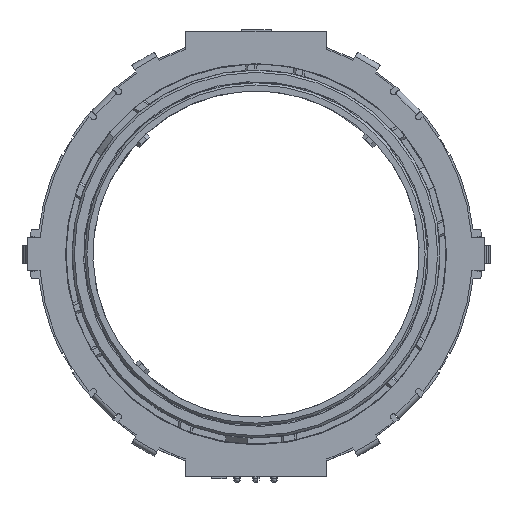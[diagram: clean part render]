
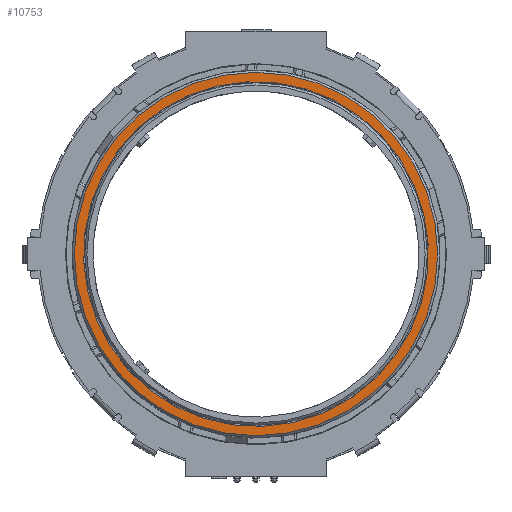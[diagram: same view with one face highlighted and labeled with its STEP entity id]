
A CAD part, top view. The second image highlights one B-rep face of the part: STEP entity #10753.
In plain terms, the highlighted planar face has unit normal (0, 0, 1).
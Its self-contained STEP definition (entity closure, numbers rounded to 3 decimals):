
#600=FACE_BOUND($,#1209,.T.);
#601=FACE_BOUND($,#1210,.T.);
#1209=EDGE_LOOP($,(#9004));
#1210=EDGE_LOOP($,(#9005));
#1799=CIRCLE($,#11539,24.5);
#1805=CIRCLE($,#11554,23.25);
#5294=VERTEX_POINT($,#17301);
#5307=VERTEX_POINT($,#17365);
#6815=EDGE_CURVE($,#5294,#5294,#1799,.T.);
#6839=EDGE_CURVE($,#5307,#5307,#1805,.T.);
#9004=ORIENTED_EDGE($,*,*,#6839,.T.);
#9005=ORIENTED_EDGE($,*,*,#6815,.F.);
#10399=PLANE($,#11553);
#10753=ADVANCED_FACE($,(#600,#601),#10399,.F.);
#11539=AXIS2_PLACEMENT_3D($,#17302,#13726,#13727);
#11553=AXIS2_PLACEMENT_3D($,#17364,#13772,#13773);
#11554=AXIS2_PLACEMENT_3D($,#17366,#13774,#13775);
#13726=DIRECTION('center_axis',(0.,0.,
-1.));
#13727=DIRECTION('ref_axis',(-0.342,-0.94,0.));
#13772=DIRECTION('center_axis',(0.,0.,
-1.));
#13773=DIRECTION('ref_axis',(-0.407,0.913,0.));
#13774=DIRECTION('center_axis',(0.,0.,
-1.));
#13775=DIRECTION('ref_axis',(-0.407,0.913,0.));
#17301=CARTESIAN_POINT('',(8.368,60.87,1.681));
#17302=CARTESIAN_POINT('Origin',(0.,37.844,
1.69));
#17364=CARTESIAN_POINT('Origin',(0.,37.844,
1.69));
#17365=CARTESIAN_POINT('',(9.468,16.609,1.699));
#17366=CARTESIAN_POINT('Origin',(0.,37.844,
1.69));
